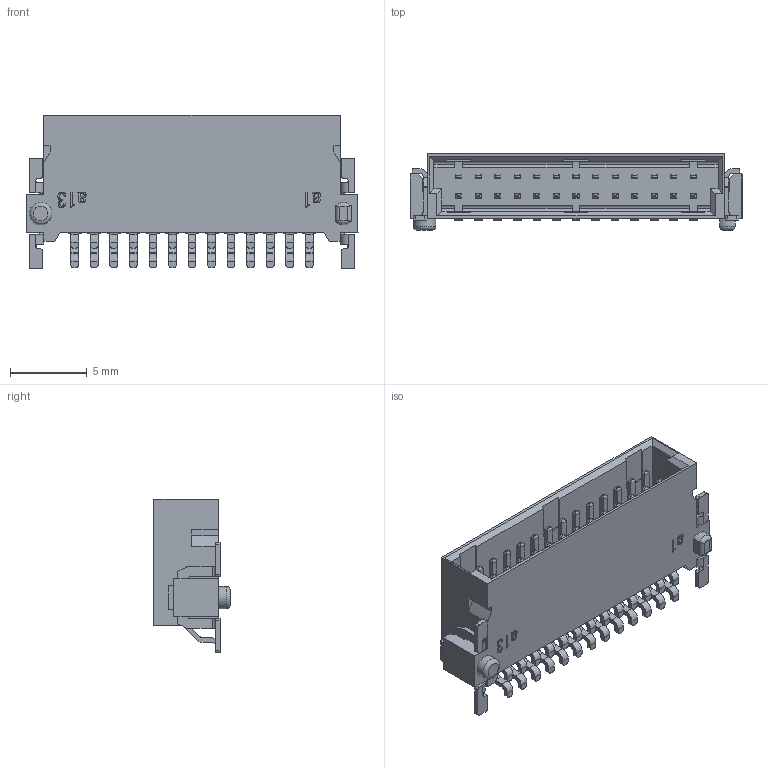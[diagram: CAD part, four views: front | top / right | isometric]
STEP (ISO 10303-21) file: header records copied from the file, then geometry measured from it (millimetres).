
FILE_DESCRIPTION( ('This file contains a STEP AP42 implementation' ,'as created by ZW3D STEP Interface translator.') ,'2;1' );
FILE_NAME( '3910-P026-082ZXXWR1W.stp' ,'23 5 3.201645', (''), ('ZWCAD Software Co.'), 'Version 1.0', 'ZW3D to STEP translator', '' );
FILE_SCHEMA(('AUTOMOTIVE_DESIGN { 1 0 10303 214 1 1 1 1 }'));
Length unit declared in the file: millimetre
Products named in the file (2): 0; 3910-P026-082ZXXWR1W
Bounding box: 21.56 x 4.95 x 10 mm (x, y, z)
Volume: 346.5 mm3; surface area: 1214.1 mm2
Topology: 1 solids, 1 shells, 1411 faces, 3750 edges, 2405 vertices
Faces by surface type: plane 1071, cylinder 310, bspline 29, torus 1
Full cylindrical faces by diameter (mm): 1.45 x1
Entity records: 46074 total; most frequent: CARTESIAN_POINT 9813, ORIENTED_EDGE 7500, DIRECTION 6788, EDGE_CURVE 3750, VECTOR 2894, LINE 2894, VERTEX_POINT 2405, AXIS2_PLACEMENT_3D 1947
